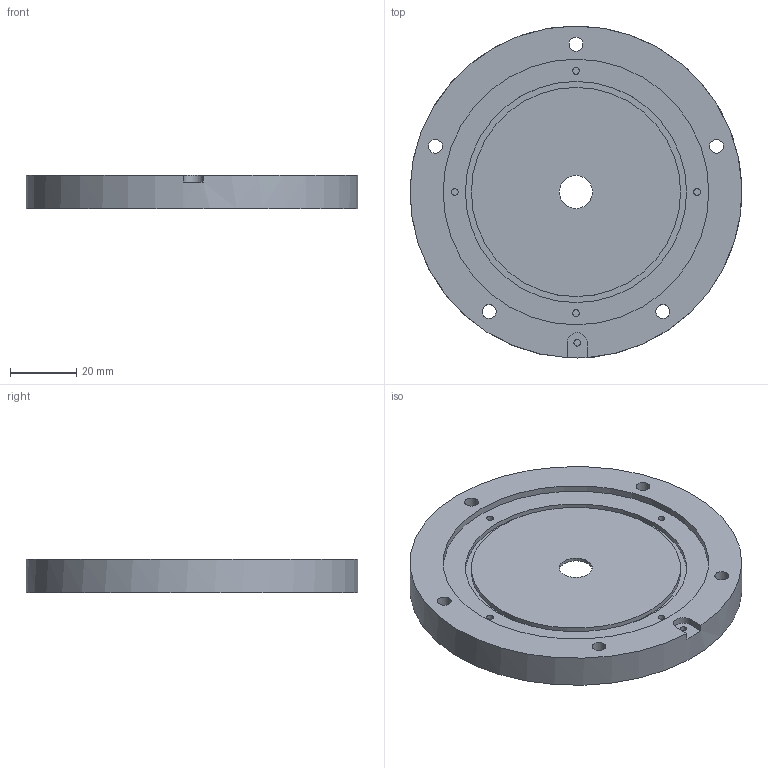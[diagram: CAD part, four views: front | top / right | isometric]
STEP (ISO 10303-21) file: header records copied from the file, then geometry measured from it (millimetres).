
FILE_DESCRIPTION(/* description */ (''),/* implementation_level */ '2;1');
FILE_NAME(/* name */ '5eff4e041f5d121896868bcc',/* time_stamp */ '2020-07-03T15:25:57+00:00',/* author */ (''),/* organization */ (''),/* preprocessor_version */ 'ST-DEVELOPER v16.7',/* originating_system */ $,/* authorisation */ $);
FILE_SCHEMA (('AUTOMOTIVE_DESIGN {1 0 10303 214 3 1 1}'));
Length unit declared in the file: metre
Products named in the file (1): top
Bounding box: 99.99 x 100 x 10 mm (x, y, z)
Volume: 57928 mm3; surface area: 22570.2 mm2
Topology: 1 solids, 1 shells, 35 faces, 67 edges, 45 vertices
Faces by surface type: cylinder 19, plane 16
Full cylindrical faces by diameter (mm): 2.05 x5, 4.2 x5, 10 x1, 30.4 x1, 58.6 x1, 63 x1, 66.6 x1, 70 x1, 80 x1, 100 x1
Entity records: 864 total; most frequent: DIRECTION 158, CARTESIAN_POINT 131, ORIENTED_EDGE 96, EDGE_LOOP 76, FACE_BOUND 76, AXIS2_PLACEMENT_3D 75, EDGE_CURVE 48, VERTEX_POINT 44
